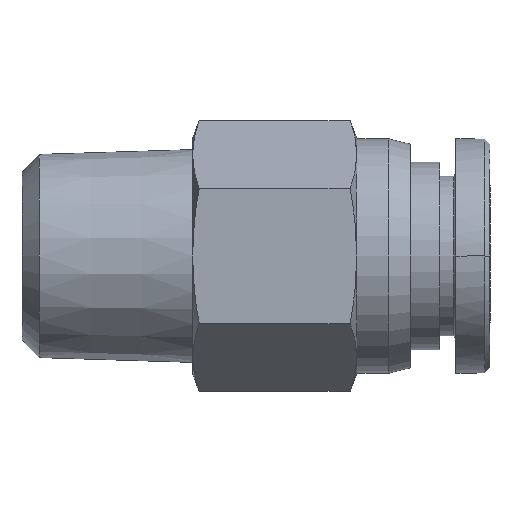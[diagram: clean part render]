
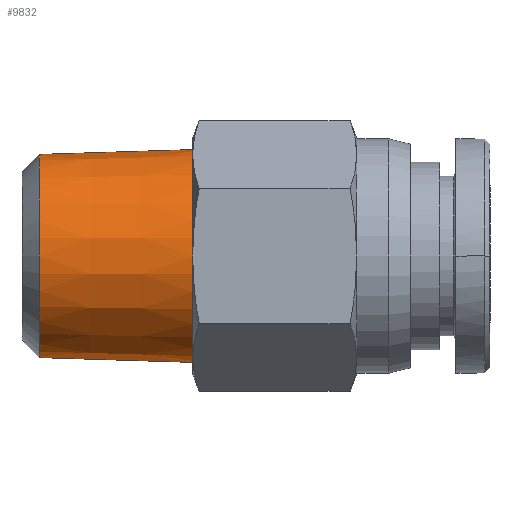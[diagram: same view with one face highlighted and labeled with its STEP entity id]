
A CAD part, front view. The second image highlights one B-rep face of the part: STEP entity #9832.
In plain terms, the highlighted conical face has half-angle 1.79 degrees and reference radius 4.99 mm.
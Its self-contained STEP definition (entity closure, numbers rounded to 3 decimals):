
#9 = DIRECTION ( 'NONE',  ( -1., 0., 0. ) ) ;
#75 = VECTOR ( 'NONE', #7561, 1000. ) ;
#208 = CONICAL_SURFACE ( 'NONE', #4891, 4.99, 0.031 ) ;
#212 = VERTEX_POINT ( 'NONE', #11554 ) ;
#502 = CARTESIAN_POINT ( 'NONE',  ( 17.247, 17.287, -0.42 ) ) ;
#1923 = DIRECTION ( 'NONE',  ( 1., 0., 0.031 ) ) ;
#2019 = DIRECTION ( 'NONE',  ( 0., 0., -1. ) ) ;
#2589 = AXIS2_PLACEMENT_3D ( 'NONE', #5052, #9, #2019 ) ;
#4036 = ORIENTED_EDGE ( 'NONE', *, *, #4063, .F. ) ;
#4063 = EDGE_CURVE ( 'NONE', #11645, #212, #12969, .T. ) ;
#4269 = AXIS2_PLACEMENT_3D ( 'NONE', #11962, #6763, #11021 ) ;
#4884 = ORIENTED_EDGE ( 'NONE', *, *, #10034, .T. ) ;
#4891 = AXIS2_PLACEMENT_3D ( 'NONE', #502, #12526, #5579 ) ;
#5052 = CARTESIAN_POINT ( 'NONE',  ( 17.247, 17.287, -0.42 ) ) ;
#5579 = DIRECTION ( 'NONE',  ( 0., 0., -1. ) ) ;
#5979 = CARTESIAN_POINT ( 'NONE',  ( 17.247, 17.287, 4.57 ) ) ;
#6177 = LINE ( 'NONE', #6522, #75 ) ;
#6199 = LINE ( 'NONE', #5979, #11759 ) ;
#6522 = CARTESIAN_POINT ( 'NONE',  ( 17.247, 17.287, -5.41 ) ) ;
#6763 = DIRECTION ( 'NONE',  ( -1., 0., 0. ) ) ;
#6957 = EDGE_LOOP ( 'NONE', ( #10792, #4036, #7312, #4884 ) ) ;
#7312 = ORIENTED_EDGE ( 'NONE', *, *, #9501, .T. ) ;
#7561 = DIRECTION ( 'NONE',  ( 1., 0., -0.031 ) ) ;
#9501 = EDGE_CURVE ( 'NONE', #11645, #11797, #6177, .T. ) ;
#9832 = ADVANCED_FACE ( 'NONE', ( #12678 ), #208, .T. ) ;
#10034 = EDGE_CURVE ( 'NONE', #11797, #10706, #11711, .T. ) ;
#10459 = CARTESIAN_POINT ( 'NONE',  ( 17.247, 17.287, 4.57 ) ) ;
#10599 = CARTESIAN_POINT ( 'NONE',  ( 10.046, 17.287, -5.185 ) ) ;
#10706 = VERTEX_POINT ( 'NONE', #10459 ) ;
#10776 = CARTESIAN_POINT ( 'NONE',  ( 17.247, 17.287, -5.41 ) ) ;
#10792 = ORIENTED_EDGE ( 'NONE', *, *, #12216, .F. ) ;
#11021 = DIRECTION ( 'NONE',  ( 0., 0., -1. ) ) ;
#11554 = CARTESIAN_POINT ( 'NONE',  ( 10.046, 17.287, 4.345 ) ) ;
#11645 = VERTEX_POINT ( 'NONE', #10599 ) ;
#11711 = CIRCLE ( 'NONE', #2589, 4.99 ) ;
#11759 = VECTOR ( 'NONE', #1923, 1000. ) ;
#11797 = VERTEX_POINT ( 'NONE', #10776 ) ;
#11962 = CARTESIAN_POINT ( 'NONE',  ( 10.046, 17.287, -0.42 ) ) ;
#12216 = EDGE_CURVE ( 'NONE', #212, #10706, #6199, .T. ) ;
#12526 = DIRECTION ( 'NONE',  ( 1., 0., 0. ) ) ;
#12678 = FACE_OUTER_BOUND ( 'NONE', #6957, .T. ) ;
#12969 = CIRCLE ( 'NONE', #4269, 4.765 ) ;
